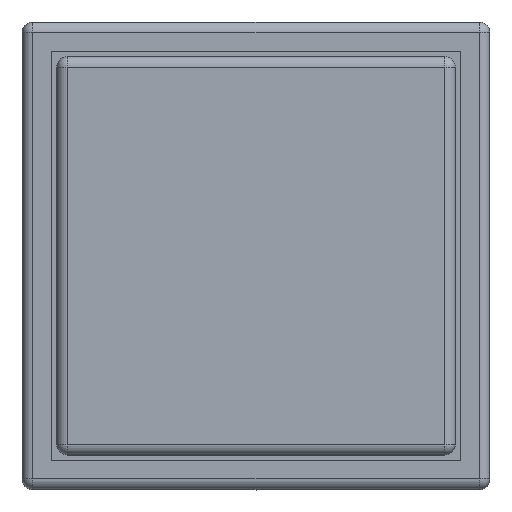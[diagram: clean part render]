
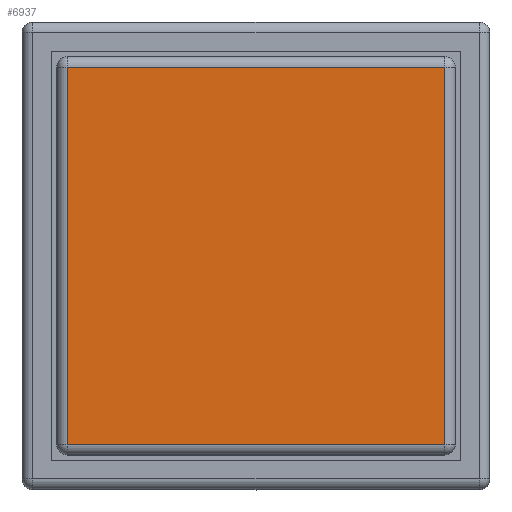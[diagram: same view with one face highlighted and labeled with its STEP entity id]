
A CAD part, top view. The second image highlights one B-rep face of the part: STEP entity #6937.
In plain terms, the highlighted planar face has unit normal (0, 0, 1).
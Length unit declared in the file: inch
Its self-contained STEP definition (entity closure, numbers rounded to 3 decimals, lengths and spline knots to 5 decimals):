
#262=FACE_OUTER_BOUND('',#627,.T.);
#627=EDGE_LOOP('',(#4588,#4589,#4590,#4591));
#1002=LINE('',#9780,#1913);
#1004=LINE('',#9783,#1915);
#1005=LINE('',#9785,#1916);
#1009=LINE('',#9794,#1920);
#1913=VECTOR('',#7871,0.3937);
#1915=VECTOR('',#7875,0.3937);
#1916=VECTOR('',#7878,0.3937);
#1920=VECTOR('',#7888,0.3937);
#2824=VERTEX_POINT('',#9755);
#2827=VERTEX_POINT('',#9762);
#2828=VERTEX_POINT('',#9766);
#2829=VERTEX_POINT('',#9770);
#3506=EDGE_CURVE('',#2828,#2829,#1002,.T.);
#3508=EDGE_CURVE('',#2829,#2827,#1004,.T.);
#3509=EDGE_CURVE('',#2824,#2828,#1005,.T.);
#3514=EDGE_CURVE('',#2827,#2824,#1009,.T.);
#4588=ORIENTED_EDGE('',*,*,#3506,.F.);
#4589=ORIENTED_EDGE('',*,*,#3509,.F.);
#4590=ORIENTED_EDGE('',*,*,#3514,.F.);
#4591=ORIENTED_EDGE('',*,*,#3508,.F.);
#6637=PLANE('',#7338);
#6937=ADVANCED_FACE('',(#262),#6637,.T.);
#7338=AXIS2_PLACEMENT_3D('',#9797,#7892,#7893);
#7871=DIRECTION('',(1.,0.,0.));
#7875=DIRECTION('',(0.,-1.,0.));
#7878=DIRECTION('',(0.,1.,0.));
#7888=DIRECTION('',(-1.,0.,0.));
#7892=DIRECTION('center_axis',(0.,0.,
1.));
#7893=DIRECTION('ref_axis',(0.,1.,0.));
#9755=CARTESIAN_POINT('',(-0.13976,-0.13976,0.47638));
#9762=CARTESIAN_POINT('',(0.13976,-0.13976,0.47638));
#9766=CARTESIAN_POINT('',(-0.13976,0.13976,0.47638));
#9770=CARTESIAN_POINT('',(0.13976,0.13976,0.47638));
#9780=CARTESIAN_POINT('',(-0.07382,0.13976,0.47638));
#9783=CARTESIAN_POINT('',(0.13976,0.07382,0.47638));
#9785=CARTESIAN_POINT('',(-0.13976,-0.07382,0.47638));
#9794=CARTESIAN_POINT('',(0.07382,-0.13976,0.47638));
#9797=CARTESIAN_POINT('Origin',(0.,0.,
0.47638));
